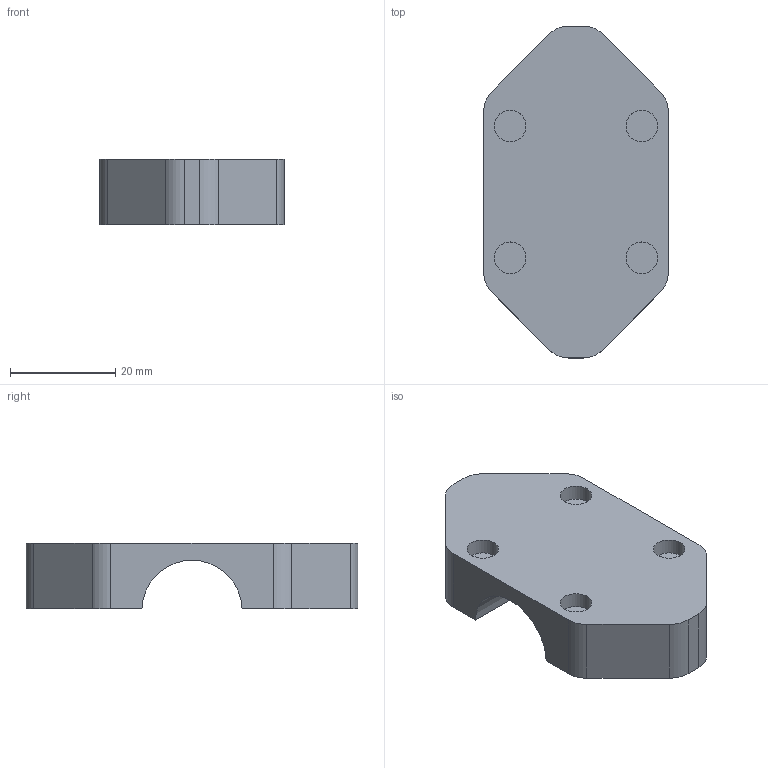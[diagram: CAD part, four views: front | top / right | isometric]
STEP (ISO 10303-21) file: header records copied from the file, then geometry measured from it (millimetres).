
FILE_DESCRIPTION(/* description */ (''),/* implementation_level */ '2;1');
FILE_NAME(/* name */ 'Y Carriage Clamp 1.0.stp',/* time_stamp */ '2017-07-03T02:13:59-07:00',/* author */ ('josev'),/* organization */ (''),/* preprocessor_version */ 'ST-DEVELOPER v16.5',/* originating_system */ 'Autodesk Inventor 2017',/* authorisation */ '');
FILE_SCHEMA (('AUTOMOTIVE_DESIGN { 1 0 10303 214 3 1 1 }'));
Length unit declared in the file: millimetre
Products named in the file (1): Y Carriage Clamp 1.0
Bounding box: 35 x 63 x 12.5 mm (x, y, z)
Volume: 16173.4 mm3; surface area: 6696.1 mm2
Topology: 1 solids, 1 shells, 40 faces, 88 edges, 60 vertices
Faces by surface type: plane 21, cylinder 19
Full cylindrical faces by diameter (mm): 3.5 x4, 6 x4, 11 x2
Entity records: 1066 total; most frequent: DIRECTION 194, CARTESIAN_POINT 171, ORIENTED_EDGE 148, AXIS2_PLACEMENT_3D 79, EDGE_CURVE 74, EDGE_LOOP 60, VERTEX_POINT 56, FACE_OUTER_BOUND 40
